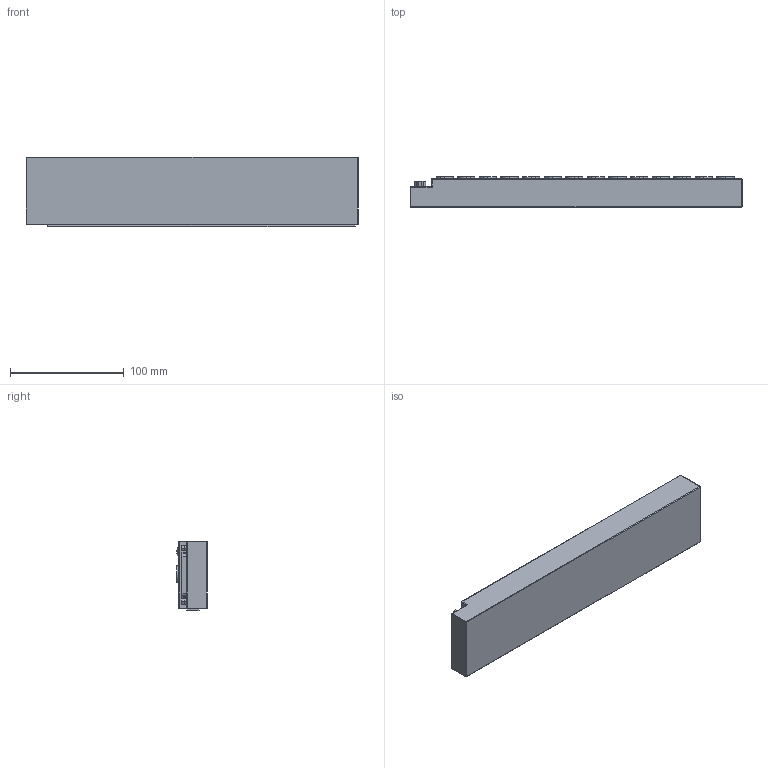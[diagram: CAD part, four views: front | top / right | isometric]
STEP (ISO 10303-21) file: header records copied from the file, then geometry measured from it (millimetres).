
FILE_DESCRIPTION (( 'STEP AP203' ), '1' );
FILE_NAME ('mcs211-t14-d4(2d).step', '2019-10-11T02:06:01', ( 'yrd8' ), ( 'Hewlett-Packard Company' ), 'SwSTEP 2.0', 'SolidWorks 2008', '' );
FILE_SCHEMA (( 'CONFIG_CONTROL_DESIGN' ));
Length unit declared in the file: millimetre
Products named in the file (1): mcs211-t14-d4(2d)
Bounding box: 292 x 27 x 61.5 mm (x, y, z)
Volume: 438160.7 mm3; surface area: 57914.7 mm2
Topology: 1 solids, 1 shells, 451 faces, 1095 edges, 712 vertices
Faces by surface type: plane 277, cylinder 111, sphere 35, torus 28
Entity records: 12591 total; most frequent: DIRECTION 2214, CARTESIAN_POINT 2130, ORIENTED_EDGE 2020, EDGE_CURVE 1010, AXIS2_PLACEMENT_3D 754, LINE 706, VECTOR 706, VERTEX_POINT 662
